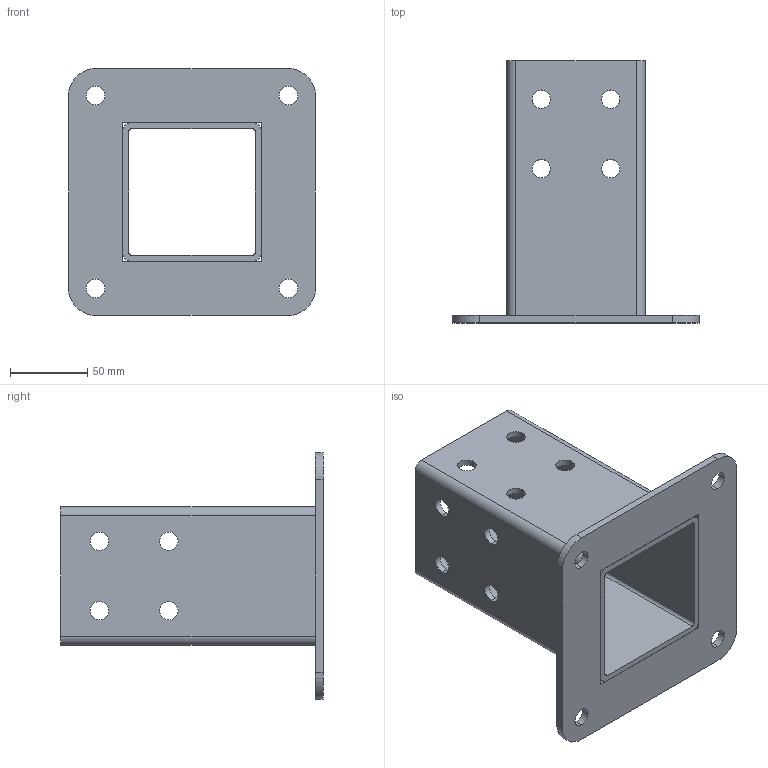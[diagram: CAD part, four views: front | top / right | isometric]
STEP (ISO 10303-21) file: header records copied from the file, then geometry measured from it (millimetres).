
FILE_DESCRIPTION (( 'STEP AP203' ), '1' );
FILE_NAME ('084.410.006.STEP', '2013-01-28T09:29:16', ( 'Alusic' ), ( 'Alusic' ), 'SwSTEP 2.0', 'SolidWorks 2011', '' );
FILE_SCHEMA (( 'CONFIG_CONTROL_DESIGN' ));
Length unit declared in the file: millimetre
Products named in the file (1): 084.410.006
Bounding box: 160 x 170 x 160 mm (x, y, z)
Volume: 305755.5 mm3; surface area: 155221 mm2
Topology: 2 solids, 2 shells, 72 faces, 204 edges, 136 vertices
Faces by surface type: cylinder 52, plane 20
Entity records: 2555 total; most frequent: DIRECTION 454, CARTESIAN_POINT 413, ORIENTED_EDGE 408, EDGE_CURVE 204, AXIS2_PLACEMENT_3D 177, VERTEX_POINT 136, EDGE_LOOP 116, CIRCLE 104
